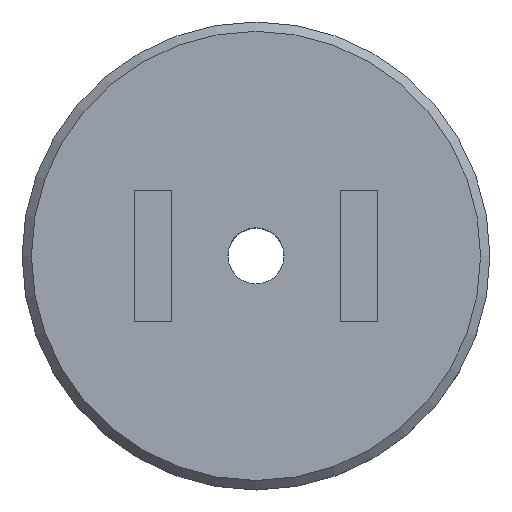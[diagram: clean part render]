
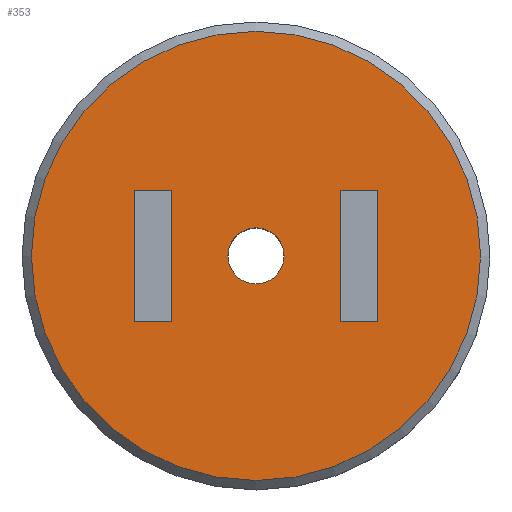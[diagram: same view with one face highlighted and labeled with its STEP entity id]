
A CAD part, top view. The second image highlights one B-rep face of the part: STEP entity #353.
In plain terms, the highlighted planar face has unit normal (0, 0, 1).
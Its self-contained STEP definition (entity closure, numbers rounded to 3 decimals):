
#32=FACE_BOUND('',#110,.T.);
#33=FACE_BOUND('',#111,.T.);
#34=FACE_BOUND('',#112,.T.);
#49=CIRCLE('',#388,12.);
#50=CIRCLE('',#390,1.5);
#76=FACE_OUTER_BOUND('',#109,.T.);
#109=EDGE_LOOP('',(#299));
#110=EDGE_LOOP('',(#300,#301,#302,#303));
#111=EDGE_LOOP('',(#304,#305,#306,#307));
#112=EDGE_LOOP('',(#308));
#125=LINE('',#512,#149);
#129=LINE('',#520,#153);
#132=LINE('',#526,#156);
#135=LINE('',#531,#159);
#137=LINE('',#537,#161);
#141=LINE('',#545,#165);
#144=LINE('',#551,#168);
#147=LINE('',#556,#171);
#149=VECTOR('',#406,2.);
#153=VECTOR('',#412,7.);
#156=VECTOR('',#417,2.);
#159=VECTOR('',#422,7.);
#161=VECTOR('',#428,7.);
#165=VECTOR('',#434,2.);
#168=VECTOR('',#439,7.);
#171=VECTOR('',#444,2.);
#173=VERTEX_POINT('',#510);
#174=VERTEX_POINT('',#511);
#177=VERTEX_POINT('',#519);
#179=VERTEX_POINT('',#525);
#181=VERTEX_POINT('',#535);
#182=VERTEX_POINT('',#536);
#185=VERTEX_POINT('',#544);
#187=VERTEX_POINT('',#550);
#197=VERTEX_POINT('',#583);
#198=VERTEX_POINT('',#586);
#204=EDGE_CURVE('',#173,#174,#125,.T.);
#208=EDGE_CURVE('',#174,#177,#129,.T.);
#211=EDGE_CURVE('',#177,#179,#132,.T.);
#214=EDGE_CURVE('',#179,#173,#135,.T.);
#216=EDGE_CURVE('',#181,#182,#137,.T.);
#220=EDGE_CURVE('',#182,#185,#141,.T.);
#223=EDGE_CURVE('',#185,#187,#144,.T.);
#226=EDGE_CURVE('',#187,#181,#147,.T.);
#236=EDGE_CURVE('',#197,#197,#49,.T.);
#237=EDGE_CURVE('',#198,#198,#50,.T.);
#299=ORIENTED_EDGE('',*,*,#236,.F.);
#300=ORIENTED_EDGE('',*,*,#204,.T.);
#301=ORIENTED_EDGE('',*,*,#208,.T.);
#302=ORIENTED_EDGE('',*,*,#211,.T.);
#303=ORIENTED_EDGE('',*,*,#214,.T.);
#304=ORIENTED_EDGE('',*,*,#216,.T.);
#305=ORIENTED_EDGE('',*,*,#220,.T.);
#306=ORIENTED_EDGE('',*,*,#223,.T.);
#307=ORIENTED_EDGE('',*,*,#226,.T.);
#308=ORIENTED_EDGE('',*,*,#237,.T.);
#332=PLANE('',#389);
#353=ADVANCED_FACE('',(#76,#32,#33,#34),#332,.T.);
#388=AXIS2_PLACEMENT_3D('',#584,#480,#481);
#389=AXIS2_PLACEMENT_3D('',#585,#482,#483);
#390=AXIS2_PLACEMENT_3D('',#587,#484,#485);
#406=DIRECTION('',(1.,0.,0.));
#412=DIRECTION('',(0.,-1.,0.));
#417=DIRECTION('',(-1.,0.,0.));
#422=DIRECTION('',(0.,1.,0.));
#428=DIRECTION('',(0.,1.,0.));
#434=DIRECTION('',(1.,0.,0.));
#439=DIRECTION('',(0.,-1.,0.));
#444=DIRECTION('',(-1.,0.,0.));
#480=DIRECTION('center_axis',(0.,0.,-1.));
#481=DIRECTION('ref_axis',(0.,-1.,0.));
#482=DIRECTION('center_axis',(0.,0.,1.));
#483=DIRECTION('ref_axis',(1.,0.,0.));
#484=DIRECTION('center_axis',(0.,0.,-1.));
#485=DIRECTION('ref_axis',(1.,0.,0.));
#510=CARTESIAN_POINT('',(4.5,3.5,0.));
#511=CARTESIAN_POINT('',(6.5,3.5,0.));
#512=CARTESIAN_POINT('',(3.25,3.5,0.));
#519=CARTESIAN_POINT('',(6.5,-3.5,0.));
#520=CARTESIAN_POINT('',(6.5,4.5,0.));
#525=CARTESIAN_POINT('',(4.5,-3.5,0.));
#526=CARTESIAN_POINT('',(2.25,-3.5,0.));
#531=CARTESIAN_POINT('',(4.5,8.,0.));
#535=CARTESIAN_POINT('',(-6.5,-3.5,0.));
#536=CARTESIAN_POINT('',(-6.5,3.5,0.));
#537=CARTESIAN_POINT('',(-6.5,8.,0.));
#544=CARTESIAN_POINT('',(-4.5,3.5,0.));
#545=CARTESIAN_POINT('',(-2.25,3.5,0.));
#550=CARTESIAN_POINT('',(-4.5,-3.5,0.));
#551=CARTESIAN_POINT('',(-4.5,4.5,0.));
#556=CARTESIAN_POINT('',(-3.25,-3.5,0.));
#583=CARTESIAN_POINT('',(0.,12.,0.));
#584=CARTESIAN_POINT('Origin',(0.,0.,0.));
#585=CARTESIAN_POINT('Origin',(0.,12.5,0.));
#586=CARTESIAN_POINT('',(1.5,0.,0.));
#587=CARTESIAN_POINT('Origin',(0.,0.,0.));
